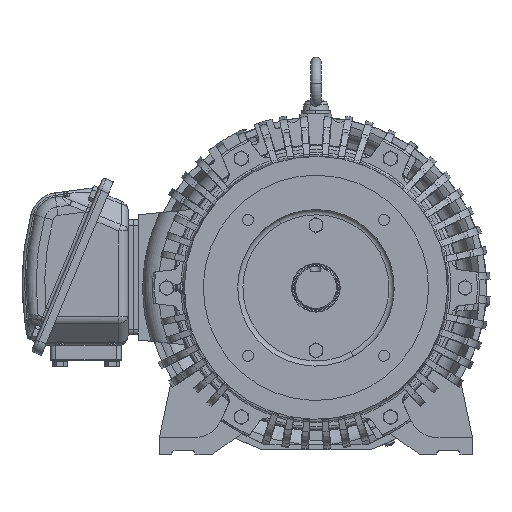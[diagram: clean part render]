
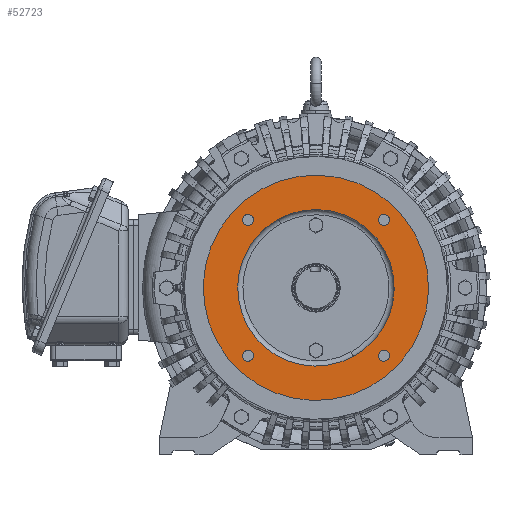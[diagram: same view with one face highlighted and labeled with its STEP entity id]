
A CAD part, left-side view. The second image highlights one B-rep face of the part: STEP entity #52723.
In plain terms, the highlighted planar face has unit normal (-1, 0, 0).
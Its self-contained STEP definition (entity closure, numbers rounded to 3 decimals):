
#52109=CARTESIAN_POINT('Vertex',(-40.3,-35.957,-65.819)) ;
#52112=CARTESIAN_POINT('Axis2P3D Location',(-40.3,0.,0.)) ;
#52116=CARTESIAN_POINT('Vertex',(-40.3,35.957,65.819)) ;
#52131=CARTESIAN_POINT('Axis2P3D Location',(-40.3,0.,0.)) ;
#52624=CARTESIAN_POINT('Axis2P3D Location',(-40.3,0.,107.95)) ;
#52629=CARTESIAN_POINT('Axis2P3D Location',(-40.3,0.,0.)) ;
#52633=CARTESIAN_POINT('Vertex',(-40.3,-51.754,-94.735)) ;
#52635=CARTESIAN_POINT('Vertex',(-40.3,51.754,94.735)) ;
#52638=CARTESIAN_POINT('Axis2P3D Location',(-40.3,0.,0.)) ;
#52647=CARTESIAN_POINT('Axis2P3D Location',(-40.3,-65.107,65.107)) ;
#52651=CARTESIAN_POINT('Vertex',(-40.3,-69.751,62.57)) ;
#52653=CARTESIAN_POINT('Vertex',(-40.3,-60.463,67.644)) ;
#52656=CARTESIAN_POINT('Axis2P3D Location',(-40.3,-65.107,65.107)) ;
#52669=CARTESIAN_POINT('Axis2P3D Location',(-40.3,65.107,65.107)) ;
#52673=CARTESIAN_POINT('Vertex',(-40.3,69.751,67.644)) ;
#52675=CARTESIAN_POINT('Vertex',(-40.3,60.463,62.57)) ;
#52678=CARTESIAN_POINT('Axis2P3D Location',(-40.3,65.107,65.107)) ;
#52687=CARTESIAN_POINT('Axis2P3D Location',(-40.3,-65.107,-65.107)) ;
#52691=CARTESIAN_POINT('Vertex',(-40.3,-60.463,-62.57)) ;
#52693=CARTESIAN_POINT('Vertex',(-40.3,-69.751,-67.644)) ;
#52696=CARTESIAN_POINT('Axis2P3D Location',(-40.3,-65.107,-65.107)) ;
#52705=CARTESIAN_POINT('Axis2P3D Location',(-40.3,65.107,-65.107)) ;
#52709=CARTESIAN_POINT('Vertex',(-40.3,69.751,-62.57)) ;
#52711=CARTESIAN_POINT('Vertex',(-40.3,60.463,-67.644)) ;
#52714=CARTESIAN_POINT('Axis2P3D Location',(-40.3,65.107,-65.107)) ;
#52113=DIRECTION('Axis2P3D Direction',(-1.,0.,0.)) ;
#52132=DIRECTION('Axis2P3D Direction',(-1.,0.,0.)) ;
#52625=DIRECTION('Axis2P3D Direction',(-1.,0.,0.)) ;
#52626=DIRECTION('Axis2P3D XDirection',(0.,1.,0.)) ;
#52630=DIRECTION('Axis2P3D Direction',(-1.,0.,0.)) ;
#52639=DIRECTION('Axis2P3D Direction',(-1.,0.,0.)) ;
#52648=DIRECTION('Axis2P3D Direction',(-1.,0.,0.)) ;
#52657=DIRECTION('Axis2P3D Direction',(-1.,0.,0.)) ;
#52670=DIRECTION('Axis2P3D Direction',(-1.,0.,0.)) ;
#52679=DIRECTION('Axis2P3D Direction',(-1.,0.,0.)) ;
#52688=DIRECTION('Axis2P3D Direction',(-1.,0.,0.)) ;
#52697=DIRECTION('Axis2P3D Direction',(-1.,0.,0.)) ;
#52706=DIRECTION('Axis2P3D Direction',(-1.,0.,0.)) ;
#52715=DIRECTION('Axis2P3D Direction',(-1.,0.,0.)) ;
#52114=AXIS2_PLACEMENT_3D('Circle Axis2P3D',#52112,#52113,$) ;
#52133=AXIS2_PLACEMENT_3D('Circle Axis2P3D',#52131,#52132,$) ;
#52627=AXIS2_PLACEMENT_3D('Plane Axis2P3D',#52624,#52625,#52626) ;
#52631=AXIS2_PLACEMENT_3D('Circle Axis2P3D',#52629,#52630,$) ;
#52640=AXIS2_PLACEMENT_3D('Circle Axis2P3D',#52638,#52639,$) ;
#52649=AXIS2_PLACEMENT_3D('Circle Axis2P3D',#52647,#52648,$) ;
#52658=AXIS2_PLACEMENT_3D('Circle Axis2P3D',#52656,#52657,$) ;
#52671=AXIS2_PLACEMENT_3D('Circle Axis2P3D',#52669,#52670,$) ;
#52680=AXIS2_PLACEMENT_3D('Circle Axis2P3D',#52678,#52679,$) ;
#52689=AXIS2_PLACEMENT_3D('Circle Axis2P3D',#52687,#52688,$) ;
#52698=AXIS2_PLACEMENT_3D('Circle Axis2P3D',#52696,#52697,$) ;
#52707=AXIS2_PLACEMENT_3D('Circle Axis2P3D',#52705,#52706,$) ;
#52716=AXIS2_PLACEMENT_3D('Circle Axis2P3D',#52714,#52715,$) ;
#52644=ORIENTED_EDGE('',*,*,#52637,.T.) ;
#52645=ORIENTED_EDGE('',*,*,#52642,.T.) ;
#52662=ORIENTED_EDGE('',*,*,#52655,.F.) ;
#52663=ORIENTED_EDGE('',*,*,#52660,.F.) ;
#52666=ORIENTED_EDGE('',*,*,#52135,.F.) ;
#52667=ORIENTED_EDGE('',*,*,#52118,.F.) ;
#52684=ORIENTED_EDGE('',*,*,#52677,.F.) ;
#52685=ORIENTED_EDGE('',*,*,#52682,.F.) ;
#52702=ORIENTED_EDGE('',*,*,#52695,.F.) ;
#52703=ORIENTED_EDGE('',*,*,#52700,.F.) ;
#52720=ORIENTED_EDGE('',*,*,#52713,.F.) ;
#52721=ORIENTED_EDGE('',*,*,#52718,.F.) ;
#52664=FACE_BOUND('',#52661,.T.) ;
#52668=FACE_BOUND('',#52665,.T.) ;
#52686=FACE_BOUND('',#52683,.T.) ;
#52704=FACE_BOUND('',#52701,.T.) ;
#52722=FACE_BOUND('',#52719,.T.) ;
#52723=ADVANCED_FACE('31103B907.1',(#52646,#52664,#52668,#52686,#52704,#52722),#52628,.T.) ;
#52115=CIRCLE('generated circle',#52114,75.) ;
#52134=CIRCLE('generated circle',#52133,75.) ;
#52632=CIRCLE('generated circle',#52631,107.95) ;
#52641=CIRCLE('generated circle',#52640,107.95) ;
#52650=CIRCLE('generated circle',#52649,5.292) ;
#52659=CIRCLE('generated circle',#52658,5.292) ;
#52672=CIRCLE('generated circle',#52671,5.292) ;
#52681=CIRCLE('generated circle',#52680,5.292) ;
#52690=CIRCLE('generated circle',#52689,5.292) ;
#52699=CIRCLE('generated circle',#52698,5.292) ;
#52708=CIRCLE('generated circle',#52707,5.292) ;
#52717=CIRCLE('generated circle',#52716,5.292) ;
#52118=EDGE_CURVE('',#52110,#52117,#52115,.T.) ;
#52135=EDGE_CURVE('',#52117,#52110,#52134,.T.) ;
#52637=EDGE_CURVE('',#52634,#52636,#52632,.T.) ;
#52642=EDGE_CURVE('',#52636,#52634,#52641,.T.) ;
#52655=EDGE_CURVE('',#52652,#52654,#52650,.T.) ;
#52660=EDGE_CURVE('',#52654,#52652,#52659,.T.) ;
#52677=EDGE_CURVE('',#52674,#52676,#52672,.T.) ;
#52682=EDGE_CURVE('',#52676,#52674,#52681,.T.) ;
#52695=EDGE_CURVE('',#52692,#52694,#52690,.T.) ;
#52700=EDGE_CURVE('',#52694,#52692,#52699,.T.) ;
#52713=EDGE_CURVE('',#52710,#52712,#52708,.T.) ;
#52718=EDGE_CURVE('',#52712,#52710,#52717,.T.) ;
#52643=EDGE_LOOP('',(#52644,#52645)) ;
#52661=EDGE_LOOP('',(#52662,#52663)) ;
#52665=EDGE_LOOP('',(#52666,#52667)) ;
#52683=EDGE_LOOP('',(#52684,#52685)) ;
#52701=EDGE_LOOP('',(#52702,#52703)) ;
#52719=EDGE_LOOP('',(#52720,#52721)) ;
#52646=FACE_OUTER_BOUND('',#52643,.T.) ;
#52628=PLANE('Plane',#52627) ;
#52110=VERTEX_POINT('',#52109) ;
#52117=VERTEX_POINT('',#52116) ;
#52634=VERTEX_POINT('',#52633) ;
#52636=VERTEX_POINT('',#52635) ;
#52652=VERTEX_POINT('',#52651) ;
#52654=VERTEX_POINT('',#52653) ;
#52674=VERTEX_POINT('',#52673) ;
#52676=VERTEX_POINT('',#52675) ;
#52692=VERTEX_POINT('',#52691) ;
#52694=VERTEX_POINT('',#52693) ;
#52710=VERTEX_POINT('',#52709) ;
#52712=VERTEX_POINT('',#52711) ;
